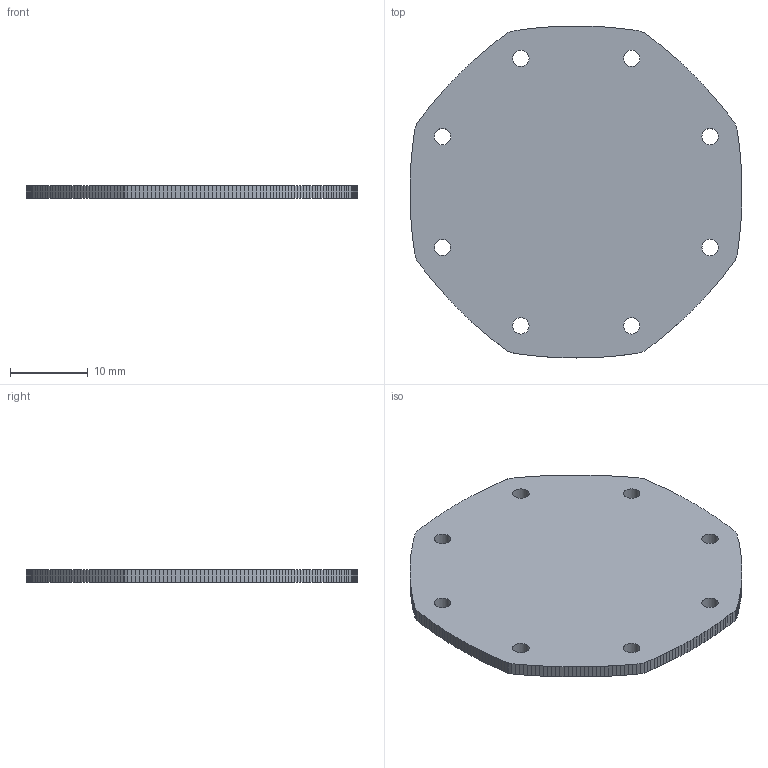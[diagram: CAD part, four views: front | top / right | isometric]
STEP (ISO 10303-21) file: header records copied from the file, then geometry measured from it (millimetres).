
FILE_DESCRIPTION(('KiCad electronic assembly'),'2;1');
FILE_NAME('Project_OAK_WATCH_DIAL_V0.step','2025-06-22T17:30:07',( 'An Author'),('A Company'),'Open CASCADE STEP processor 6.9', 'KiCad to STEP converter','Unknown');
FILE_SCHEMA(('AUTOMOTIVE_DESIGN { 1 0 10303 214 1 1 1 1 }'));
Length unit declared in the file: millimetre
Products named in the file (2): Open CASCADE STEP translator 6.9 1; COMPOUND
Assembly tree (1 placements, depth 2):
  Open CASCADE STEP translator 6.9 1
    COMPOUND
Bounding box: 42.61 x 42.61 x 1.6 mm (x, y, z)
Volume: 2307.3 mm3; surface area: 3187.7 mm2
Topology: 1 solids, 1 shells, 311 faces, 927 edges, 618 vertices
Faces by surface type: plane 303, cylinder 8
Full cylindrical faces by diameter (mm): 2.1 x8
Entity records: 22367 total; most frequent: CARTESIAN_POINT 3712, DIRECTION 3423, LINE 2749, VECTOR 2749, ORIENTED_EDGE 1854, PCURVE 1854, DEFINITIONAL_REPRESENTATION 1854, EDGE_CURVE 927
